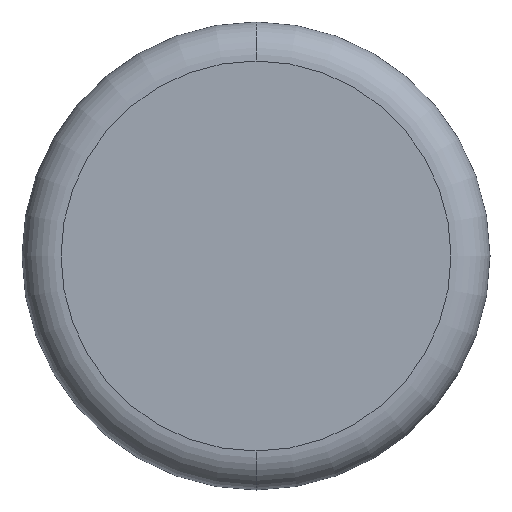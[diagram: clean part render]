
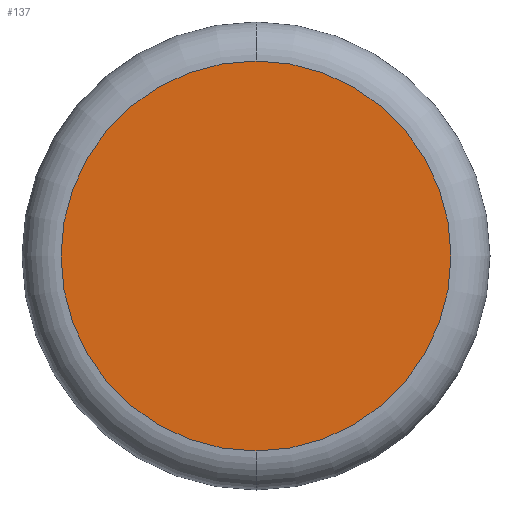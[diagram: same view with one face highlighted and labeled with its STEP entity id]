
A CAD part, front view. The second image highlights one B-rep face of the part: STEP entity #137.
In plain terms, the highlighted planar face has unit normal (0, -1, 0).
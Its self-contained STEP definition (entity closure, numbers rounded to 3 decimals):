
#6 = AXIS2_PLACEMENT_3D ( 'NONE', #209, #208, #218 ) ;
#23 = CIRCLE ( 'NONE', #40, 2. ) ;
#32 = CIRCLE ( 'NONE', #6, 2. ) ;
#40 = AXIS2_PLACEMENT_3D ( 'NONE', #294, #302, #190 ) ;
#51 = AXIS2_PLACEMENT_3D ( 'NONE', #182, #226, #155 ) ;
#61 = EDGE_CURVE ( 'NONE', #282, #277, #23, .T. ) ;
#123 = EDGE_CURVE ( 'NONE', #277, #282, #32, .T. ) ;
#137 = ADVANCED_FACE ( 'NONE', ( #158 ), #159, .T. ) ;
#155 = DIRECTION ( 'NONE',  ( 0., 0., -1. ) ) ;
#158 = FACE_OUTER_BOUND ( 'NONE', #250, .T. ) ;
#159 = PLANE ( 'NONE',  #51 ) ;
#182 = CARTESIAN_POINT ( 'NONE',  ( 0., 0., 0. ) ) ;
#190 = DIRECTION ( 'NONE',  ( 0., 0., -1. ) ) ;
#208 = DIRECTION ( 'NONE',  ( 0., -1., 0. ) ) ;
#209 = CARTESIAN_POINT ( 'NONE',  ( 0., 0., 0. ) ) ;
#217 = CARTESIAN_POINT ( 'NONE',  ( 0., 0., 2. ) ) ;
#218 = DIRECTION ( 'NONE',  ( 0., 0., -1. ) ) ;
#226 = DIRECTION ( 'NONE',  ( 0., -1., 0. ) ) ;
#234 = ORIENTED_EDGE ( 'NONE', *, *, #61, .T. ) ;
#235 = ORIENTED_EDGE ( 'NONE', *, *, #123, .T. ) ;
#250 = EDGE_LOOP ( 'NONE', ( #235, #234 ) ) ;
#277 = VERTEX_POINT ( 'NONE', #307 ) ;
#282 = VERTEX_POINT ( 'NONE', #217 ) ;
#294 = CARTESIAN_POINT ( 'NONE',  ( 0., 0., 0. ) ) ;
#302 = DIRECTION ( 'NONE',  ( 0., -1., 0. ) ) ;
#307 = CARTESIAN_POINT ( 'NONE',  ( 0., 0., -2. ) ) ;
